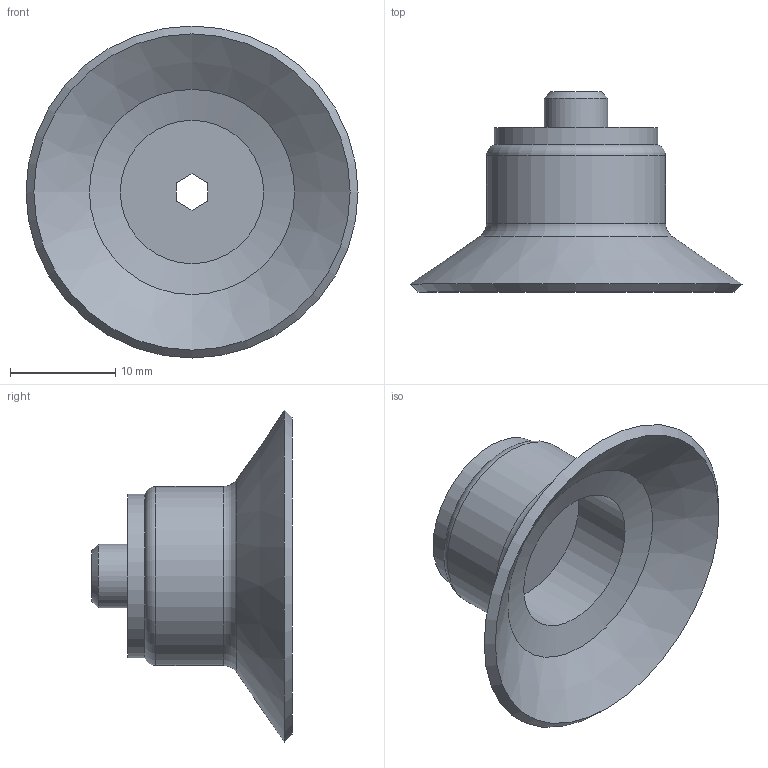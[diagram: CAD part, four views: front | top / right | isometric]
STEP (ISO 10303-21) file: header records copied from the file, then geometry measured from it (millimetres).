
FILE_DESCRIPTION(/* description */ ('STEP AP214'),/* implementation_level */ '2;1');
FILE_NAME(/* name */ '189343_ESS-30-EU',/* time_stamp */ '2024-08-28T09:14:46+02:00',/* author */ ('License CC BY-ND 4.0'),/* organization */ ('CADENAS'),/* preprocessor_version */ 'ST-DEVELOPER v19.3',/* originating_system */ 'PARTsolutions',/* authorisation */ ' ');
FILE_SCHEMA (('AUTOMOTIVE_DESIGN {1 0 10303 214 3 1 1}'));
Length unit declared in the file: millimetre
Products named in the file (1): 189343 ESS-30-EU
Bounding box: 31.5 x 19 x 31.5 mm (x, y, z)
Volume: 2196.2 mm3; surface area: 2793.6 mm2
Topology: 1 solids, 1 shells, 23 faces, 46 edges, 28 vertices
Faces by surface type: plane 11, cone 5, cylinder 5, torus 2
Full cylindrical faces by diameter (mm): 6 x1, 10.5 x1, 13.6 x1, 15.5 x1, 17 x1
Entity records: 721 total; most frequent: DIRECTION 98, CARTESIAN_POINT 86, ORIENTED_EDGE 68, EDGE_LOOP 40, FACE_BOUND 40, AXIS2_PLACEMENT_3D 40, EDGE_CURVE 34, VERTEX_POINT 28
